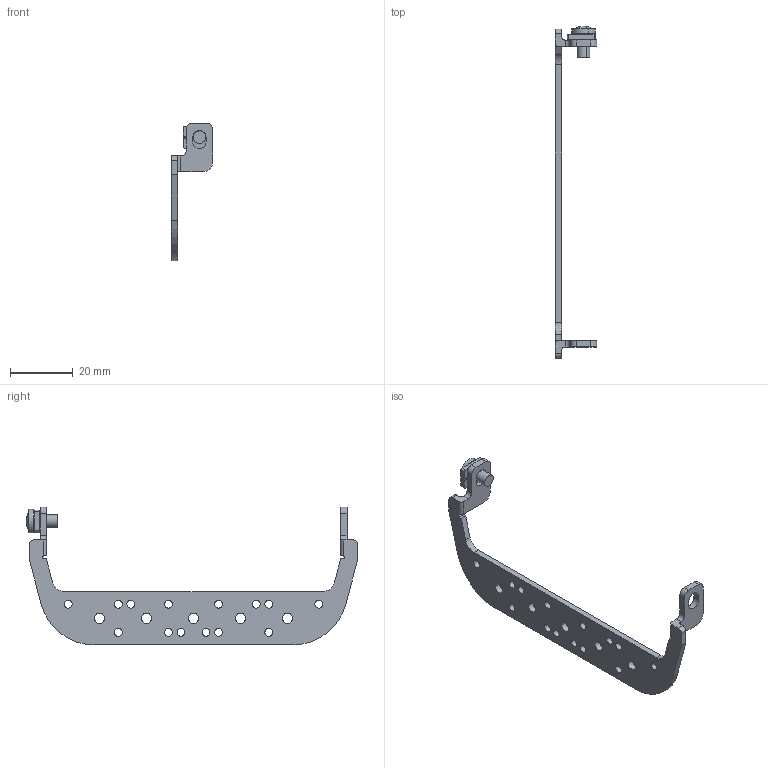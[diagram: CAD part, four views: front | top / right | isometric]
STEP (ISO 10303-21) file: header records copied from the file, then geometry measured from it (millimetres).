
FILE_DESCRIPTION(('CATIA V5 STEP Exchange','CAx-IF Rec.Pracs.--- Model Styling and Organization---1.4--- 2014-01-23'),'2;1');
FILE_NAME ('024297-5_1', '2019-07-26T19:23:42+00:00', ('none'), ('Weidmueller'), 'CATIA Version 5-6 Release 2016 SP3 HF44', 'CATIA V5 STEP AP214', 'none');
FILE_SCHEMA(('AUTOMOTIVE_DESIGN { 1 0 10303 214 1 1 1 1 }'));
Length unit declared in the file: millimetre
Products named in the file (1): 1867360000
Bounding box: 13.2 x 105.96 x 44 mm (x, y, z)
Volume: 3954.8 mm3; surface area: 5241.9 mm2
Topology: 3 solids, 3 shells, 163 faces, 466 edges, 307 vertices
Faces by surface type: cylinder 82, plane 70, cone 9, sphere 2
Entity records: 5219 total; most frequent: CARTESIAN_POINT 1224, ORIENTED_EDGE 926, DIRECTION 611, EDGE_CURVE 463, VERTEX_POINT 307, AXIS2_PLACEMENT_3D 294, EDGE_LOOP 208, VECTOR 205
